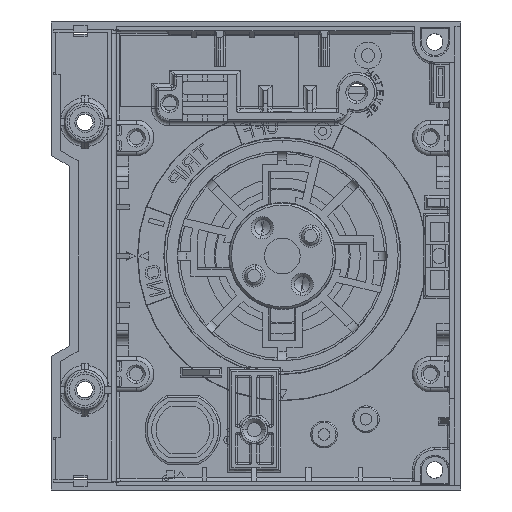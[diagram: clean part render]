
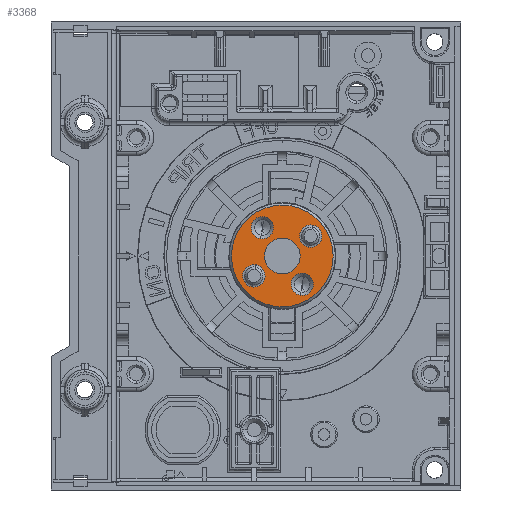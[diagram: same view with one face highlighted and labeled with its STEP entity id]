
A CAD part, front view. The second image highlights one B-rep face of the part: STEP entity #3368.
In plain terms, the highlighted planar face has unit normal (0, -1, 0).
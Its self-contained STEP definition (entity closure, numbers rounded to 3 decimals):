
#1665=PLANE('',#30800);
#1902=FACE_BOUND('',#5762,.T.);
#1903=FACE_BOUND('',#5763,.T.);
#1904=FACE_BOUND('',#5764,.T.);
#1905=FACE_BOUND('',#5765,.T.);
#1906=FACE_BOUND('',#5766,.T.);
#1907=FACE_BOUND('',#5767,.T.);
#3368=ADVANCED_FACE('',(#1902,#1903,#1904,#1905,#1906,#1907),#1665,.T.);
#5762=EDGE_LOOP('',(#14008,#14009));
#5763=EDGE_LOOP('',(#14010,#14011,#14012,#14013));
#5764=EDGE_LOOP('',(#14014,#14015,#14016,#14017));
#5765=EDGE_LOOP('',(#14018,#14019));
#5766=EDGE_LOOP('',(#14020,#14021));
#5767=EDGE_LOOP('',(#14022,#14023,#14024,#14025));
#6968=CIRCLE('',#30729,4.);
#6969=CIRCLE('',#30731,4.);
#6974=CIRCLE('',#30740,2.5);
#6975=CIRCLE('',#30741,2.5);
#6978=CIRCLE('',#30745,2.5);
#6979=CIRCLE('',#30746,2.5);
#6986=CIRCLE('',#30758,2.5);
#6987=CIRCLE('',#30759,2.5);
#6988=CIRCLE('',#30761,2.5);
#6989=CIRCLE('',#30762,2.5);
#6994=CIRCLE('',#30772,2.5);
#6995=CIRCLE('',#30774,2.5);
#7000=CIRCLE('',#30784,2.5);
#7001=CIRCLE('',#30786,2.5);
#7008=CIRCLE('',#30795,11.4);
#7009=CIRCLE('',#30796,11.4);
#7010=CIRCLE('',#30798,11.4);
#7011=CIRCLE('',#30799,11.4);
#14008=ORIENTED_EDGE('',*,*,#22481,.F.);
#14009=ORIENTED_EDGE('',*,*,#22482,.F.);
#14010=ORIENTED_EDGE('',*,*,#22500,.F.);
#14011=ORIENTED_EDGE('',*,*,#22499,.F.);
#14012=ORIENTED_EDGE('',*,*,#22504,.F.);
#14013=ORIENTED_EDGE('',*,*,#22503,.F.);
#14014=ORIENTED_EDGE('',*,*,#22524,.F.);
#14015=ORIENTED_EDGE('',*,*,#22523,.F.);
#14016=ORIENTED_EDGE('',*,*,#22526,.F.);
#14017=ORIENTED_EDGE('',*,*,#22525,.F.);
#14018=ORIENTED_EDGE('',*,*,#22537,.F.);
#14019=ORIENTED_EDGE('',*,*,#22538,.F.);
#14020=ORIENTED_EDGE('',*,*,#22549,.F.);
#14021=ORIENTED_EDGE('',*,*,#22550,.F.);
#14022=ORIENTED_EDGE('',*,*,#22565,.F.);
#14023=ORIENTED_EDGE('',*,*,#22566,.F.);
#14024=ORIENTED_EDGE('',*,*,#22564,.F.);
#14025=ORIENTED_EDGE('',*,*,#22563,.F.);
#17804=VERTEX_POINT('',#56074);
#17805=VERTEX_POINT('',#56076);
#17817=VERTEX_POINT('',#56154);
#17818=VERTEX_POINT('',#56156);
#17819=VERTEX_POINT('',#56158);
#17821=VERTEX_POINT('',#56165);
#17834=VERTEX_POINT('',#56245);
#17835=VERTEX_POINT('',#56247);
#17836=VERTEX_POINT('',#56249);
#17837=VERTEX_POINT('',#56253);
#17843=VERTEX_POINT('',#56274);
#17844=VERTEX_POINT('',#56276);
#17850=VERTEX_POINT('',#56299);
#17851=VERTEX_POINT('',#56301);
#17862=VERTEX_POINT('',#56328);
#17863=VERTEX_POINT('',#56330);
#17864=VERTEX_POINT('',#56332);
#17865=VERTEX_POINT('',#56336);
#22481=EDGE_CURVE('',#17805,#17804,#6968,.T.);
#22482=EDGE_CURVE('',#17804,#17805,#6969,.T.);
#22499=EDGE_CURVE('',#17818,#17819,#6974,.T.);
#22500=EDGE_CURVE('',#17819,#17817,#6975,.T.);
#22503=EDGE_CURVE('',#17817,#17821,#6978,.T.);
#22504=EDGE_CURVE('',#17821,#17818,#6979,.T.);
#22523=EDGE_CURVE('',#17835,#17836,#6986,.T.);
#22524=EDGE_CURVE('',#17836,#17834,#6987,.T.);
#22525=EDGE_CURVE('',#17834,#17837,#6988,.T.);
#22526=EDGE_CURVE('',#17837,#17835,#6989,.T.);
#22537=EDGE_CURVE('',#17844,#17843,#6994,.T.);
#22538=EDGE_CURVE('',#17843,#17844,#6995,.T.);
#22549=EDGE_CURVE('',#17851,#17850,#7000,.T.);
#22550=EDGE_CURVE('',#17850,#17851,#7001,.T.);
#22563=EDGE_CURVE('',#17863,#17864,#7008,.T.);
#22564=EDGE_CURVE('',#17864,#17862,#7009,.T.);
#22565=EDGE_CURVE('',#17865,#17863,#7010,.T.);
#22566=EDGE_CURVE('',#17862,#17865,#7011,.T.);
#30729=AXIS2_PLACEMENT_3D('',#56077,#37877,#37878);
#30731=AXIS2_PLACEMENT_3D('',#56079,#37881,#37882);
#30740=AXIS2_PLACEMENT_3D('',#56157,#37899,#37900);
#30741=AXIS2_PLACEMENT_3D('',#56159,#37901,#37902);
#30745=AXIS2_PLACEMENT_3D('',#56164,#37909,#37910);
#30746=AXIS2_PLACEMENT_3D('',#56166,#37911,#37912);
#30758=AXIS2_PLACEMENT_3D('',#56248,#37935,#37936);
#30759=AXIS2_PLACEMENT_3D('',#56250,#37937,#37938);
#30761=AXIS2_PLACEMENT_3D('',#56252,#37941,#37942);
#30762=AXIS2_PLACEMENT_3D('',#56254,#37943,#37944);
#30772=AXIS2_PLACEMENT_3D('',#56277,#37969,#37970);
#30774=AXIS2_PLACEMENT_3D('',#56279,#37973,#37974);
#30784=AXIS2_PLACEMENT_3D('',#56302,#37999,#38000);
#30786=AXIS2_PLACEMENT_3D('',#56304,#38003,#38004);
#30795=AXIS2_PLACEMENT_3D('',#56331,#38027,#38028);
#30796=AXIS2_PLACEMENT_3D('',#56333,#38029,#38030);
#30798=AXIS2_PLACEMENT_3D('',#56335,#38033,#38034);
#30799=AXIS2_PLACEMENT_3D('',#56337,#38035,#38036);
#30800=AXIS2_PLACEMENT_3D('',#56338,#38037,#38038);
#37877=DIRECTION('',(0.,-1.,0.));
#37878=DIRECTION('',(-0.985,0.,0.174));
#37881=DIRECTION('',(0.,-1.,0.));
#37882=DIRECTION('',(0.985,0.,-0.174));
#37899=DIRECTION('',(0.,-1.,0.));
#37900=DIRECTION('',(-0.174,0.,-0.985));
#37901=DIRECTION('',(0.,-1.,0.));
#37902=DIRECTION('',(0.236,0.,0.972));
#37909=DIRECTION('',(0.,-1.,0.));
#37910=DIRECTION('',(0.174,0.,0.985));
#37911=DIRECTION('',(0.,-1.,0.));
#37912=DIRECTION('',(-0.236,0.,-0.972));
#37935=DIRECTION('',(0.,-1.,0.));
#37936=DIRECTION('',(-0.174,0.,-0.985));
#37937=DIRECTION('',(0.,-1.,0.));
#37938=DIRECTION('',(0.236,0.,0.972));
#37941=DIRECTION('',(0.,-1.,0.));
#37942=DIRECTION('',(0.174,0.,0.985));
#37943=DIRECTION('',(0.,-1.,0.));
#37944=DIRECTION('',(-0.236,0.,-0.972));
#37969=DIRECTION('',(0.,-1.,0.));
#37970=DIRECTION('',(-0.174,0.,-0.985));
#37973=DIRECTION('',(0.,-1.,0.));
#37974=DIRECTION('',(0.174,0.,0.985));
#37999=DIRECTION('',(0.,-1.,0.));
#38000=DIRECTION('',(-0.174,0.,-0.985));
#38003=DIRECTION('',(0.,-1.,0.));
#38004=DIRECTION('',(0.174,0.,0.985));
#38027=DIRECTION('',(0.,1.,0.));
#38028=DIRECTION('',(-0.174,0.,-0.985));
#38029=DIRECTION('',(0.,1.,0.));
#38030=DIRECTION('',(-0.985,0.,0.174));
#38033=DIRECTION('',(0.,1.,0.));
#38034=DIRECTION('',(0.985,0.,-0.174));
#38035=DIRECTION('',(0.,1.,0.));
#38036=DIRECTION('',(0.174,0.,0.985));
#38037=DIRECTION('',(0.,-1.,0.));
#38038=DIRECTION('',(-0.174,0.,-0.985));
#56074=CARTESIAN_POINT('',(5.239,91.5,-0.695));
#56076=CARTESIAN_POINT('',(-2.639,91.5,0.695));
#56077=CARTESIAN_POINT('',(1.3,91.5,0.));
#56079=CARTESIAN_POINT('',(1.3,91.5,0.));
#56154=CARTESIAN_POINT('',(-4.637,91.5,-1.999));
#56156=CARTESIAN_POINT('',(-5.506,91.5,-6.923));
#56157=CARTESIAN_POINT('',(-5.072,91.5,-4.461));
#56158=CARTESIAN_POINT('',(-4.482,91.5,-2.032));
#56159=CARTESIAN_POINT('',(-5.072,91.5,-4.461));
#56164=CARTESIAN_POINT('',(-5.072,91.5,-4.461));
#56165=CARTESIAN_POINT('',(-5.661,91.5,-6.891));
#56166=CARTESIAN_POINT('',(-5.072,91.5,-4.461));
#56245=CARTESIAN_POINT('',(8.106,91.5,6.923));
#56247=CARTESIAN_POINT('',(7.237,91.5,1.999));
#56248=CARTESIAN_POINT('',(7.672,91.5,4.461));
#56249=CARTESIAN_POINT('',(8.261,91.5,6.891));
#56250=CARTESIAN_POINT('',(7.672,91.5,4.461));
#56252=CARTESIAN_POINT('',(7.672,91.5,4.461));
#56253=CARTESIAN_POINT('',(7.082,91.5,2.032));
#56254=CARTESIAN_POINT('',(7.672,91.5,4.461));
#56274=CARTESIAN_POINT('',(6.195,91.5,-3.909));
#56276=CARTESIAN_POINT('',(5.327,91.5,-8.834));
#56277=CARTESIAN_POINT('',(5.761,91.5,-6.372));
#56279=CARTESIAN_POINT('',(5.761,91.5,-6.372));
#56299=CARTESIAN_POINT('',(-2.727,91.5,8.834));
#56301=CARTESIAN_POINT('',(-3.595,91.5,3.909));
#56302=CARTESIAN_POINT('',(-3.161,91.5,6.372));
#56304=CARTESIAN_POINT('',(-3.161,91.5,6.372));
#56328=CARTESIAN_POINT('',(3.28,91.5,11.227));
#56330=CARTESIAN_POINT('',(-0.68,91.5,-11.227));
#56331=CARTESIAN_POINT('',(1.3,91.5,0.));
#56332=CARTESIAN_POINT('',(-9.927,91.5,1.98));
#56333=CARTESIAN_POINT('',(1.3,91.5,0.));
#56335=CARTESIAN_POINT('',(1.3,91.5,0.));
#56336=CARTESIAN_POINT('',(12.527,91.5,-1.98));
#56337=CARTESIAN_POINT('',(1.3,91.5,0.));
#56338=CARTESIAN_POINT('',(1.3,91.5,0.));
